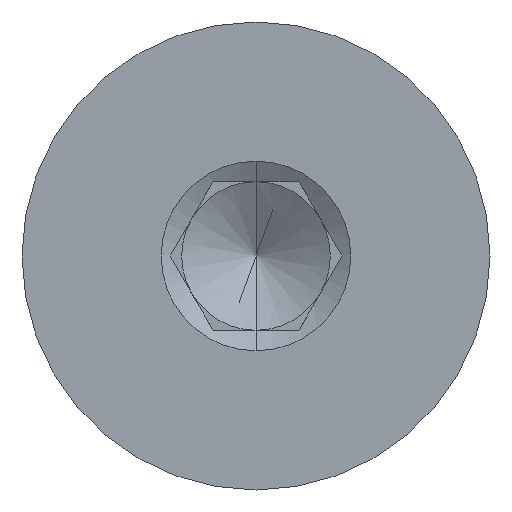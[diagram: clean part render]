
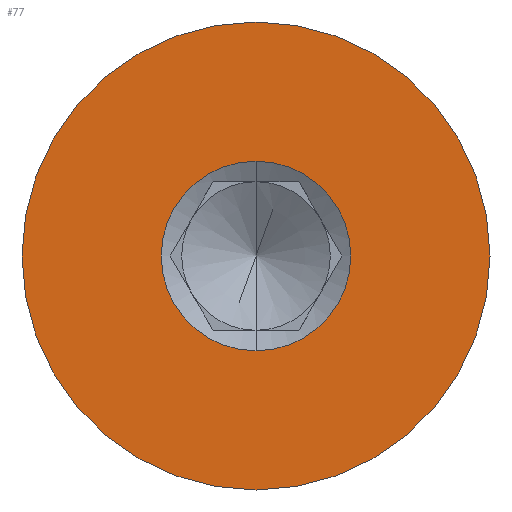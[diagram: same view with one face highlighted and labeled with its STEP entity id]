
A CAD part, left-side view. The second image highlights one B-rep face of the part: STEP entity #77.
In plain terms, the highlighted planar face has unit normal (-1, 0, 0).
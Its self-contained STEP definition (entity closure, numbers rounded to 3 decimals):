
#39 = VERTEX_POINT ( 'NONE', #806 ) ;
#47 = ORIENTED_EDGE ( 'NONE', *, *, #53, .F. ) ;
#53 = EDGE_CURVE ( 'NONE', #327, #555, #436, .T. ) ;
#77 = ADVANCED_FACE ( 'NONE', ( #187, #1027 ), #229, .T. ) ;
#78 = DIRECTION ( 'NONE',  ( 0., 0., 1. ) ) ;
#130 = DIRECTION ( 'NONE',  ( 0., 0., 1. ) ) ;
#132 = DIRECTION ( 'NONE',  ( -1., 0., 0. ) ) ;
#136 = CARTESIAN_POINT ( 'NONE',  ( 0., 0., 0. ) ) ;
#160 = CARTESIAN_POINT ( 'NONE',  ( 0., 0., 0. ) ) ;
#187 = FACE_OUTER_BOUND ( 'NONE', #1039, .T. ) ;
#200 = VERTEX_POINT ( 'NONE', #1054 ) ;
#214 = CIRCLE ( 'NONE', #1048, 3.198 ) ;
#229 = PLANE ( 'NONE',  #847 ) ;
#248 = DIRECTION ( 'NONE',  ( 0., 0., 1. ) ) ;
#249 = ORIENTED_EDGE ( 'NONE', *, *, #379, .T. ) ;
#254 = DIRECTION ( 'NONE',  ( -1., 0., 0. ) ) ;
#255 = DIRECTION ( 'NONE',  ( 0., 0., 1. ) ) ;
#278 = CIRCLE ( 'NONE', #1053, 7.9 ) ;
#322 = CARTESIAN_POINT ( 'NONE',  ( 0., 0., 0. ) ) ;
#327 = VERTEX_POINT ( 'NONE', #999 ) ;
#372 = DIRECTION ( 'NONE',  ( 0., 0., 1. ) ) ;
#377 = DIRECTION ( 'NONE',  ( -1., 0., 0. ) ) ;
#379 = EDGE_CURVE ( 'NONE', #200, #39, #278, .T. ) ;
#388 = CARTESIAN_POINT ( 'NONE',  ( 0., 0., 0. ) ) ;
#390 = EDGE_CURVE ( 'NONE', #39, #200, #466, .T. ) ;
#400 = EDGE_CURVE ( 'NONE', #555, #327, #214, .T. ) ;
#436 = CIRCLE ( 'NONE', #664, 3.198 ) ;
#464 = ORIENTED_EDGE ( 'NONE', *, *, #400, .F. ) ;
#466 = CIRCLE ( 'NONE', #582, 7.9 ) ;
#529 = CARTESIAN_POINT ( 'NONE',  ( 0., 0., 3.198 ) ) ;
#555 = VERTEX_POINT ( 'NONE', #529 ) ;
#582 = AXIS2_PLACEMENT_3D ( 'NONE', #160, #771, #255 ) ;
#592 = EDGE_LOOP ( 'NONE', ( #464, #47 ) ) ;
#610 = DIRECTION ( 'NONE',  ( -1., 0., 0. ) ) ;
#612 = ORIENTED_EDGE ( 'NONE', *, *, #390, .T. ) ;
#664 = AXIS2_PLACEMENT_3D ( 'NONE', #388, #377, #372 ) ;
#771 = DIRECTION ( 'NONE',  ( -1., 0., 0. ) ) ;
#806 = CARTESIAN_POINT ( 'NONE',  ( 0., 0., -7.9 ) ) ;
#847 = AXIS2_PLACEMENT_3D ( 'NONE', #136, #132, #130 ) ;
#999 = CARTESIAN_POINT ( 'NONE',  ( 0., 0., -3.198 ) ) ;
#1027 = FACE_BOUND ( 'NONE', #592, .T. ) ;
#1039 = EDGE_LOOP ( 'NONE', ( #249, #612 ) ) ;
#1048 = AXIS2_PLACEMENT_3D ( 'NONE', #1066, #610, #78 ) ;
#1053 = AXIS2_PLACEMENT_3D ( 'NONE', #322, #254, #248 ) ;
#1054 = CARTESIAN_POINT ( 'NONE',  ( 0., 0., 7.9 ) ) ;
#1066 = CARTESIAN_POINT ( 'NONE',  ( 0., 0., 0. ) ) ;
